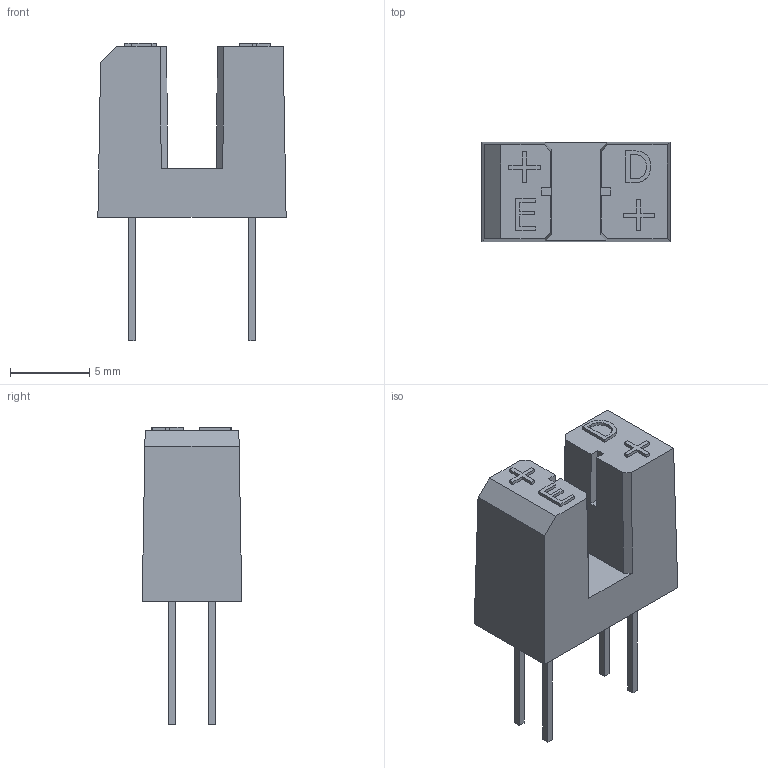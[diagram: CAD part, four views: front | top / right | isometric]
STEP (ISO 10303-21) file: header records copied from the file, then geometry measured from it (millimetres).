
FILE_DESCRIPTION(/* description */ ('-'),/* implementation_level */ '2;1');
FILE_NAME(/* name */ 'MarCom-TSCT1103_1202_1300.stp',/* time_stamp */ '2017-09-04T14:22:13+02:00',/* author */ ('akamay'),/* organization */ (''),/* preprocessor_version */ 'ST-DEVELOPER v16.1',/* originating_system */ 'Autodesk Inventor 2016',/* authorisation */ '');
FILE_SCHEMA (('AUTOMOTIVE_DESIGN { 1 0 10303 214 3 1 1 }'));
Length unit declared in the file: millimetre
Products named in the file (1): GO-100198.0
Bounding box: 11.9 x 6.3 x 18.8 mm (x, y, z)
Volume: 625 mm3; surface area: 631.4 mm2
Topology: 1 solids, 1 shells, 98 faces, 261 edges, 174 vertices
Faces by surface type: plane 90, bspline 8
Entity records: 3092 total; most frequent: CARTESIAN_POINT 662, ORIENTED_EDGE 522, DIRECTION 427, EDGE_CURVE 261, LINE 245, VECTOR 245, VERTEX_POINT 174, EDGE_LOOP 107
